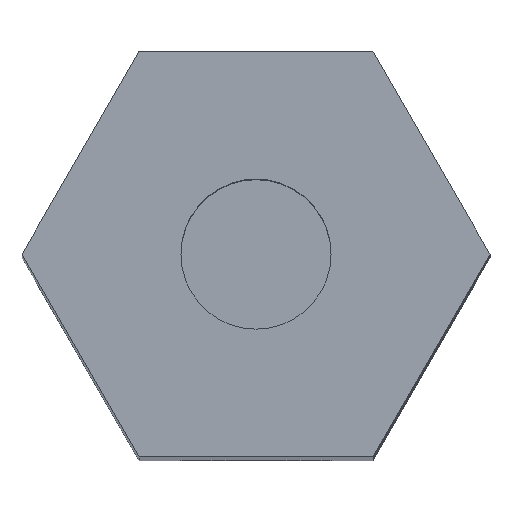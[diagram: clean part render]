
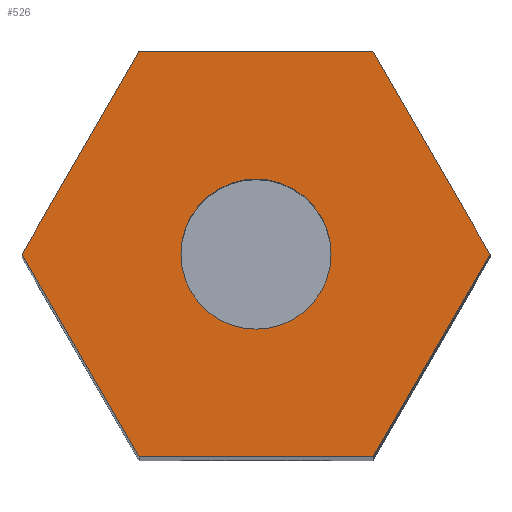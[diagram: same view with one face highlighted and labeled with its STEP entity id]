
A CAD part, top view. The second image highlights one B-rep face of the part: STEP entity #526.
In plain terms, the highlighted planar face has unit normal (0, 0, 1).
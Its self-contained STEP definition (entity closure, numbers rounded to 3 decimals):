
#25=FACE_BOUND('',#93,.T.);
#29=CIRCLE('',#559,1.5);
#59=FACE_OUTER_BOUND('',#92,.T.);
#92=EDGE_LOOP('',(#445,#446,#447,#448,#449,#450));
#93=EDGE_LOOP('',(#451));
#116=LINE('',#761,#174);
#139=LINE('',#822,#197);
#143=LINE('',#830,#201);
#147=LINE('',#837,#205);
#149=LINE('',#840,#207);
#150=LINE('',#842,#208);
#174=VECTOR('',#623,10.);
#197=VECTOR('',#684,10.);
#201=VECTOR('',#690,10.);
#205=VECTOR('',#696,10.);
#207=VECTOR('',#700,10.);
#208=VECTOR('',#703,10.);
#228=VERTEX_POINT('',#758);
#229=VERTEX_POINT('',#760);
#232=VERTEX_POINT('',#770);
#247=VERTEX_POINT('',#820);
#248=VERTEX_POINT('',#821);
#251=VERTEX_POINT('',#829);
#253=VERTEX_POINT('',#835);
#278=EDGE_CURVE('',#228,#229,#116,.T.);
#283=EDGE_CURVE('',#232,#232,#29,.T.);
#307=EDGE_CURVE('',#247,#248,#139,.T.);
#311=EDGE_CURVE('',#251,#247,#143,.T.);
#315=EDGE_CURVE('',#253,#251,#147,.T.);
#317=EDGE_CURVE('',#229,#253,#149,.T.);
#318=EDGE_CURVE('',#248,#228,#150,.T.);
#445=ORIENTED_EDGE('',*,*,#318,.F.);
#446=ORIENTED_EDGE('',*,*,#307,.F.);
#447=ORIENTED_EDGE('',*,*,#311,.F.);
#448=ORIENTED_EDGE('',*,*,#315,.F.);
#449=ORIENTED_EDGE('',*,*,#317,.F.);
#450=ORIENTED_EDGE('',*,*,#278,.F.);
#451=ORIENTED_EDGE('',*,*,#283,.T.);
#473=PLANE('',#580);
#526=ADVANCED_FACE('',(#59,#25),#473,.T.);
#559=AXIS2_PLACEMENT_3D('',#771,#633,#634);
#580=AXIS2_PLACEMENT_3D('',#845,#707,#708);
#623=DIRECTION('',(0.5,0.866,0.));
#633=DIRECTION('center_axis',(0.,0.,-1.));
#634=DIRECTION('ref_axis',(-1.,0.,0.));
#684=DIRECTION('',(-1.,0.,0.));
#690=DIRECTION('',(-0.5,-0.866,0.));
#696=DIRECTION('',(0.5,-0.866,0.));
#700=DIRECTION('',(1.,0.,0.));
#703=DIRECTION('',(-0.5,0.866,0.));
#707=DIRECTION('center_axis',(0.,0.,1.));
#708=DIRECTION('ref_axis',(1.,0.,0.));
#758=CARTESIAN_POINT('',(-4.677,0.,0.));
#760=CARTESIAN_POINT('',(-2.338,4.05,0.));
#761=CARTESIAN_POINT('',(-4.677,0.,0.));
#770=CARTESIAN_POINT('',(1.5,0.,0.));
#771=CARTESIAN_POINT('Origin',(0.,0.,0.));
#820=CARTESIAN_POINT('',(2.338,-4.05,0.));
#821=CARTESIAN_POINT('',(-2.338,-4.05,0.));
#822=CARTESIAN_POINT('',(2.338,-4.05,0.));
#829=CARTESIAN_POINT('',(4.677,0.,0.));
#830=CARTESIAN_POINT('',(4.677,0.,0.));
#835=CARTESIAN_POINT('',(2.338,4.05,0.));
#837=CARTESIAN_POINT('',(2.338,4.05,0.));
#840=CARTESIAN_POINT('',(-2.338,4.05,0.));
#842=CARTESIAN_POINT('',(-2.338,-4.05,0.));
#845=CARTESIAN_POINT('Origin',(0.,0.,
0.));
